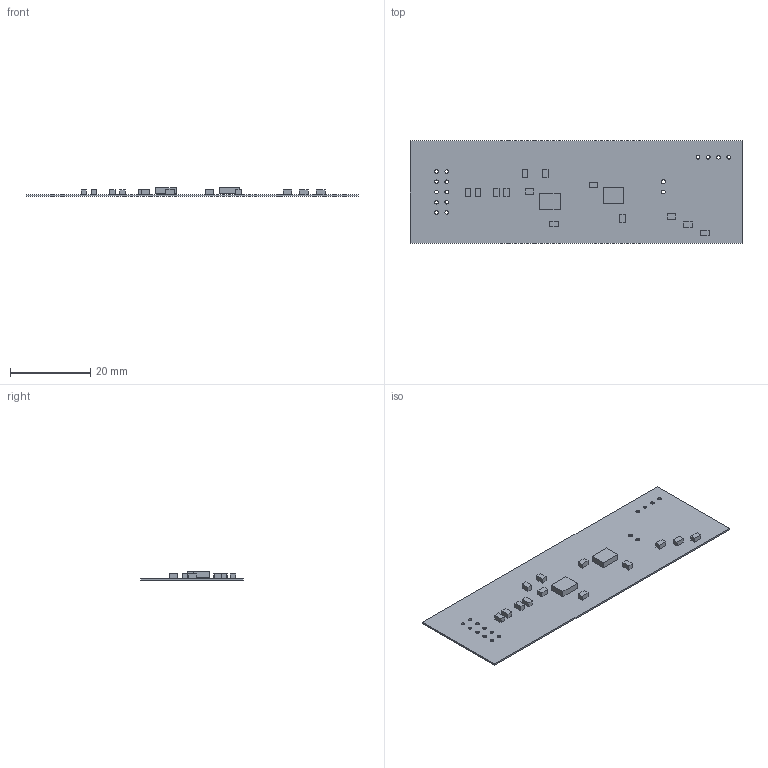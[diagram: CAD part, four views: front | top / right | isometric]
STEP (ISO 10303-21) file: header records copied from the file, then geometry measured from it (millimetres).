
FILE_DESCRIPTION(('Open CASCADE Model'),'2;1');
FILE_NAME('Open CASCADE Shape Model','2015-04-16T23:42:19',('Author'),( 'Open CASCADE'),'Open CASCADE STEP processor 6.5','Open CASCADE 6.5' ,'Unknown');
FILE_SCHEMA(('AUTOMOTIVE_DESIGN { 1 0 10303 214 1 1 1 1 }'));
Length unit declared in the file: millimetre
Products named in the file (27): PCB; Board; C1; 463750416; Extruded; C2; 463751056; C3; C4; C5; C6; 463746064; C7; C8; C9; CL; CP1; 556233488; CP2; CP3; OP1; 556234128; OP2
Assembly tree (36 placements, depth 4):
  PCB
    Board
    C1
      463750416
        Extruded
    C2
      463751056
        Extruded
    C3
      463750416
        Extruded
    C4
      463751056
        Extruded
    C5
      463751056
        Extruded
    C6
      463746064
        Extruded
    C7
      463750416
        Extruded
    C8
      463750416
        Extruded
    C9
      463746064
        Extruded
    CL
      463750416
        Extruded
    CP1
      556233488
        Extruded
    CP2
      556233488
        Extruded
    CP3
      556233488
        Extruded
    OP1
      556234128
        Extruded
    OP2
      556234128
        Extruded
Bounding box: 82.55 x 25.4 x 2.16 mm (x, y, z)
Volume: 967.2 mm3; surface area: 4604 mm2
Topology: 16 solids, 16 shells, 112 faces, 240 edges, 160 vertices
Faces by surface type: plane 96, cylinder 16
Full cylindrical faces by diameter (mm): 0.9 x14, 0.97 x2
Entity records: 3806 total; most frequent: CARTESIAN_POINT 721, DIRECTION 538, LINE 296, VECTOR 296, ORIENTED_EDGE 240, PCURVE 240, DEFINITIONAL_REPRESENTATION 240, AXIS2_PLACEMENT_3D 121
